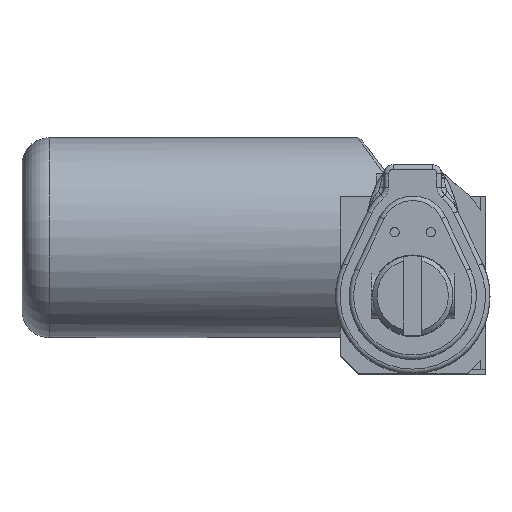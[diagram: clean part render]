
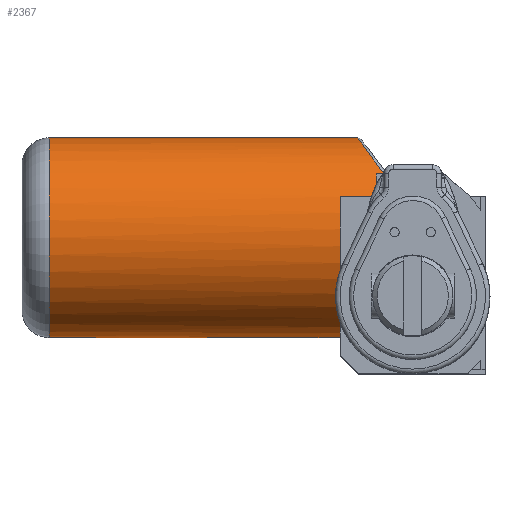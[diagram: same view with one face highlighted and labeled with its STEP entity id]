
A CAD part, top view. The second image highlights one B-rep face of the part: STEP entity #2367.
In plain terms, the highlighted cylindrical face has radius 34.925 mm (diameter 69.85 mm), a full revolution.
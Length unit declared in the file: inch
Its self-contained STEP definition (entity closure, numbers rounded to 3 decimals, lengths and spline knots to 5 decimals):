
#19=ELLIPSE($,#2587,2.01764,1.375);
#22=ELLIPSE($,#2593,1.69104,1.375);
#52=B_SPLINE_CURVE_WITH_KNOTS($,3,(#4181,#4182,#4183,#4184,#4185),
 .UNSPECIFIED.,.F.,.F.,(4,1,4),(0.,0.13616,0.3177),
 .UNSPECIFIED.);
#55=B_SPLINE_CURVE_WITH_KNOTS($,3,(#4276,#4277,#4278,#4279),
 .UNSPECIFIED.,.F.,.F.,(4,4),(2.46011,2.57616),
 .UNSPECIFIED.);
#98=FACE_BOUND($,#774,.T.);
#254=LINE($,#4282,#406);
#257=LINE($,#4292,#409);
#258=LINE($,#4296,#410);
#259=LINE($,#4300,#411);
#260=LINE($,#4303,#412);
#406=VECTOR($,#3046,0.73249);
#409=VECTOR($,#3057,0.15125);
#410=VECTOR($,#3060,1.875);
#411=VECTOR($,#3063,0.5);
#412=VECTOR($,#3066,0.10938);
#537=CYLINDRICAL_SURFACE($,#2598,1.375);
#622=FACE_OUTER_BOUND($,#773,.T.);
#773=EDGE_LOOP($,(#1884,#1885,#1886,#1887,#1888,#1889,#1890,#1891,#1892,
#1893,#1894,#1895));
#774=EDGE_LOOP($,(#1896));
#991=CIRCLE($,#2599,1.375);
#992=CIRCLE($,#2600,1.375);
#993=CIRCLE($,#2601,1.375);
#994=CIRCLE($,#2602,1.375);
#1137=VERTEX_POINT($,#4106);
#1139=VERTEX_POINT($,#4130);
#1140=VERTEX_POINT($,#4170);
#1143=VERTEX_POINT($,#4179);
#1144=VERTEX_POINT($,#4221);
#1146=VERTEX_POINT($,#4251);
#1150=VERTEX_POINT($,#4291);
#1151=VERTEX_POINT($,#4293);
#1152=VERTEX_POINT($,#4295);
#1153=VERTEX_POINT($,#4297);
#1154=VERTEX_POINT($,#4299);
#1155=VERTEX_POINT($,#4301);
#1156=VERTEX_POINT($,#4304);
#1414=EDGE_CURVE($,#1139,#1137,#19,.T.);
#1419=EDGE_CURVE($,#1143,#1140,#52,.T.);
#1422=EDGE_CURVE($,#1140,#1144,#22,.T.);
#1425=EDGE_CURVE($,#1144,#1146,#55,.T.);
#1427=EDGE_CURVE($,#1137,#1143,#254,.T.);
#1432=EDGE_CURVE($,#1150,#1139,#257,.T.);
#1433=EDGE_CURVE($,#1151,#1150,#991,.T.);
#1434=EDGE_CURVE($,#1151,#1152,#258,.T.);
#1435=EDGE_CURVE($,#1153,#1152,#992,.T.);
#1436=EDGE_CURVE($,#1154,#1153,#259,.T.);
#1437=EDGE_CURVE($,#1155,#1154,#993,.T.);
#1438=EDGE_CURVE($,#1146,#1155,#260,.T.);
#1439=EDGE_CURVE($,#1156,#1156,#994,.T.);
#1884=ORIENTED_EDGE($,*,*,#1425,.F.);
#1885=ORIENTED_EDGE($,*,*,#1422,.F.);
#1886=ORIENTED_EDGE($,*,*,#1419,.F.);
#1887=ORIENTED_EDGE($,*,*,#1427,.F.);
#1888=ORIENTED_EDGE($,*,*,#1414,.F.);
#1889=ORIENTED_EDGE($,*,*,#1432,.F.);
#1890=ORIENTED_EDGE($,*,*,#1433,.F.);
#1891=ORIENTED_EDGE($,*,*,#1434,.T.);
#1892=ORIENTED_EDGE($,*,*,#1435,.F.);
#1893=ORIENTED_EDGE($,*,*,#1436,.F.);
#1894=ORIENTED_EDGE($,*,*,#1437,.F.);
#1895=ORIENTED_EDGE($,*,*,#1438,.F.);
#1896=ORIENTED_EDGE($,*,*,#1439,.F.);
#2367=ADVANCED_FACE($,(#622,#98),#537,.T.);
#2587=AXIS2_PLACEMENT_3D($,#4143,#3029,#3030);
#2593=AXIS2_PLACEMENT_3D($,#4225,#3041,#3042);
#2598=AXIS2_PLACEMENT_3D($,#4290,#3055,#3056);
#2599=AXIS2_PLACEMENT_3D($,#4294,#3058,#3059);
#2600=AXIS2_PLACEMENT_3D($,#4298,#3061,#3062);
#2601=AXIS2_PLACEMENT_3D($,#4302,#3064,#3065);
#2602=AXIS2_PLACEMENT_3D($,#4305,#3067,#3068);
#3029=DIRECTION('center_axis',(0.681,0.732,0.));
#3030=DIRECTION('ref_axis',(-0.732,0.681,0.));
#3041=DIRECTION('center_axis',(0.813,0.582,0.));
#3042=DIRECTION('ref_axis',(-0.582,0.813,0.));
#3046=DIRECTION($,(-1.,0.,0.));
#3055=DIRECTION('center_axis',(-1.,0.,0.));
#3056=DIRECTION('ref_axis',(0.,0.,-1.));
#3057=DIRECTION($,(-1.,0.,0.));
#3058=DIRECTION('center_axis',(1.,0.,0.));
#3059=DIRECTION('ref_axis',(0.,0.209,-0.978));
#3060=DIRECTION($,(-1.,0.,0.));
#3061=DIRECTION('center_axis',(1.,0.,0.));
#3062=DIRECTION('ref_axis',(0.,0.,-1.));
#3063=DIRECTION($,(-1.,0.,0.));
#3064=DIRECTION('center_axis',(1.,0.,0.));
#3065=DIRECTION('ref_axis',(0.,0.409,-0.912));
#3066=DIRECTION($,(-1.,0.,0.));
#3067=DIRECTION('center_axis',(-1.,0.,0.));
#3068=DIRECTION('ref_axis',(0.,0.,-1.));
#4106=CARTESIAN_POINT('',(0.41374,1.41369,-4.14236));
#4130=CARTESIAN_POINT('',(0.72375,1.125,-4.31718));
#4143=CARTESIAN_POINT('Origin',(1.3278,0.5625,-3.0625));
#4170=CARTESIAN_POINT('',(-0.41875,1.46607,-4.09893));
#4179=CARTESIAN_POINT('',(-0.31875,1.41369,-4.14236));
#4181=CARTESIAN_POINT('Ctrl Pts',(-0.31875,1.41369,-4.14236));
#4182=CARTESIAN_POINT('Ctrl Pts',(-0.33662,1.41369,-4.14236));
#4183=CARTESIAN_POINT('Ctrl Pts',(-0.37809,1.42362,-4.13463));
#4184=CARTESIAN_POINT('Ctrl Pts',(-0.40703,1.44969,-4.11321));
#4185=CARTESIAN_POINT('Ctrl Pts',(-0.41875,1.46607,-4.09893));
#4221=CARTESIAN_POINT('',(-0.41875,1.46607,-2.02607));
#4225=CARTESIAN_POINT('Origin',(0.22813,0.5625,-3.0625));
#4251=CARTESIAN_POINT('',(-0.39062,1.4375,-2.00184));
#4276=CARTESIAN_POINT('Ctrl Pts',(-0.41875,1.46607,-2.02607));
#4277=CARTESIAN_POINT('Ctrl Pts',(-0.41125,1.4556,-2.01694));
#4278=CARTESIAN_POINT('Ctrl Pts',(-0.40191,1.44573,-2.00864));
#4279=CARTESIAN_POINT('Ctrl Pts',(-0.39064,1.43747,-2.00182));
#4282=CARTESIAN_POINT($,(-1.,1.41369,-4.14236));
#4290=CARTESIAN_POINT('Origin',(-1.,0.5625,-3.0625));
#4291=CARTESIAN_POINT('',(0.875,1.125,-4.31718));
#4292=CARTESIAN_POINT($,(-1.,1.125,-4.31718));
#4293=CARTESIAN_POINT('',(0.875,0.5625,-4.4375));
#4294=CARTESIAN_POINT('Origin',(0.875,0.5625,-3.0625));
#4295=CARTESIAN_POINT('',(-1.,0.5625,-4.4375));
#4296=CARTESIAN_POINT($,(-1.1875,0.5625,-4.4375));
#4297=CARTESIAN_POINT('',(-1.,1.125,-1.80782));
#4298=CARTESIAN_POINT('Origin',(-1.,0.5625,-3.0625));
#4299=CARTESIAN_POINT('',(-0.5,1.125,-1.80782));
#4300=CARTESIAN_POINT($,(-1.,1.125,-1.80782));
#4301=CARTESIAN_POINT('',(-0.5,1.4375,-2.00184));
#4302=CARTESIAN_POINT('Origin',(-0.5,0.5625,-3.0625));
#4303=CARTESIAN_POINT($,(-1.,1.4375,-2.00184));
#4304=CARTESIAN_POINT('',(-5.,0.5625,-1.6875));
#4305=CARTESIAN_POINT('Origin',(-5.,0.5625,-3.0625));
